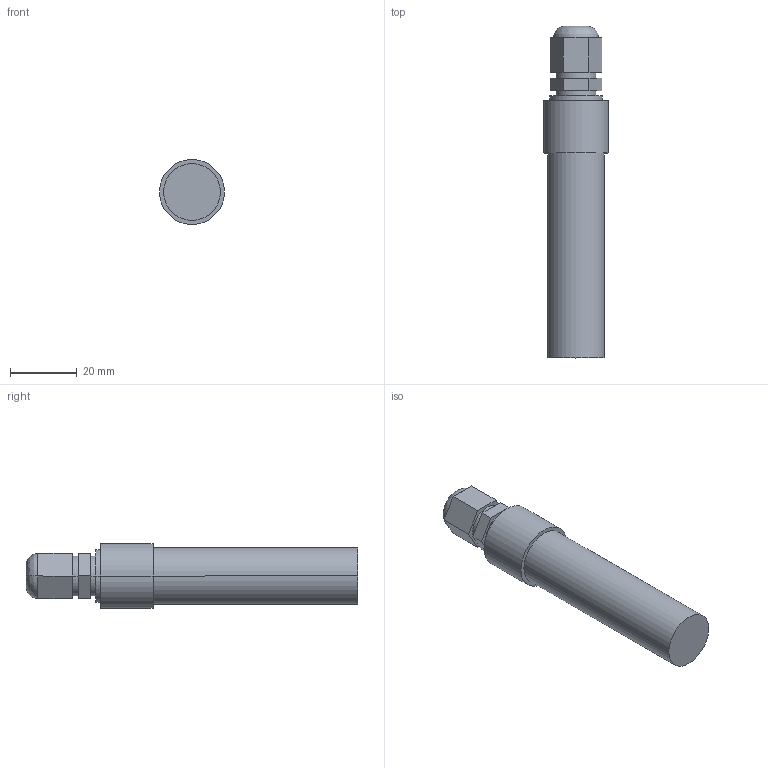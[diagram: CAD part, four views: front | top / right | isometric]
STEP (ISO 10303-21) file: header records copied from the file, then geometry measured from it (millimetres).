
FILE_DESCRIPTION((''),'2;1');
FILE_NAME('3d_11SN1.stp','2012-10-03T09:31:16',(''),(''),'Mechanical Desktop 2011','Mechanical Desktop 2011',', , ');
FILE_SCHEMA(('CONFIG_CONTROL_DESIGN'));
Length unit declared in the file: millimetre
Products named in the file (1): Product
Bounding box: 19.5 x 99.6 x 19.5 mm (x, y, z)
Volume: 21943.4 mm3; surface area: 7254.6 mm2
Topology: 5 solids, 5 shells, 42 faces, 84 edges, 54 vertices
Faces by surface type: plane 30, cylinder 10, bspline 2
Entity records: 1259 total; most frequent: CARTESIAN_POINT 269, DIRECTION 198, ORIENTED_EDGE 168, EDGE_CURVE 84, AXIS2_PLACEMENT_3D 73, VERTEX_POINT 54, VECTOR 52, LINE 52
